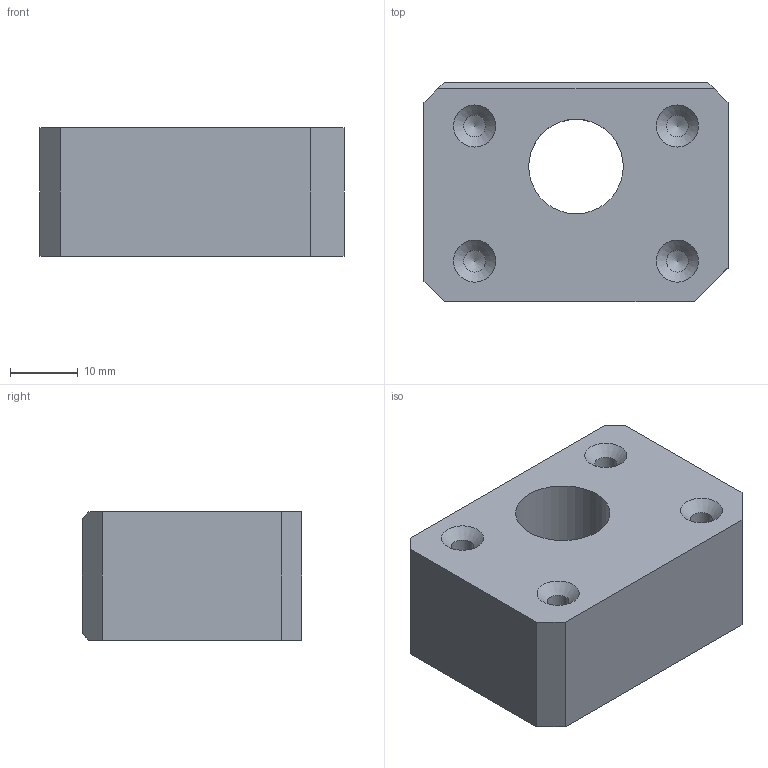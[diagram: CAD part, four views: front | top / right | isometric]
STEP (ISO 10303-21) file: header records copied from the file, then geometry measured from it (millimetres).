
FILE_DESCRIPTION(/* description */ ('Suporte do Rolete de Apoio','CAx-IF Rec.Pracs.---Representation and Presentation of Product Manufacturing Information (PMI)---4.0---2014-10-13'),/* implementation_level */ '2;1');
FILE_NAME(/* name */ 'MD03-002-0808-0021.stp',/* time_stamp */ '2025-08-19T11:49:22-04:00',/* author */ ('wandr'),/* organization */ ('ELGIN'),/* preprocessor_version */ 'ST-DEVELOPER v20.1',/* originating_system */ 'Autodesk Inventor 2026',/* authorisation */ '');
FILE_SCHEMA (('AP242_MANAGED_MODEL_BASED_3D_ENGINEERING_MIM_LF { 1 0 10303 442 2 1 4 }'));
Length unit declared in the file: millimetre
Products named in the file (1): MD03-002-0808-0021
Bounding box: 45 x 32.5 x 19 mm (x, y, z)
Volume: 21674.3 mm3; surface area: 6951.4 mm2
Topology: 1 solids, 1 shells, 27 faces, 71 edges, 46 vertices
Faces by surface type: plane 13, cone 8, cylinder 6
Full cylindrical faces by diameter (mm): 3.242 x4, 14 x1, 24 x1
Entity records: 1068 total; most frequent: CARTESIAN_POINT 190, DIRECTION 177, ORIENTED_EDGE 134, EDGE_CURVE 67, AXIS2_PLACEMENT_3D 66, VERTEX_POINT 46, LINE 45, VECTOR 45
